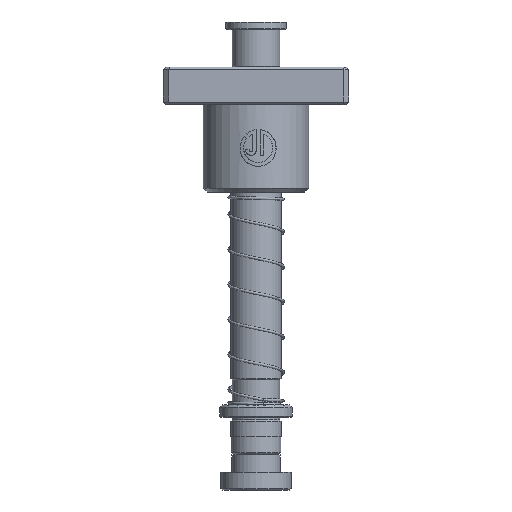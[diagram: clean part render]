
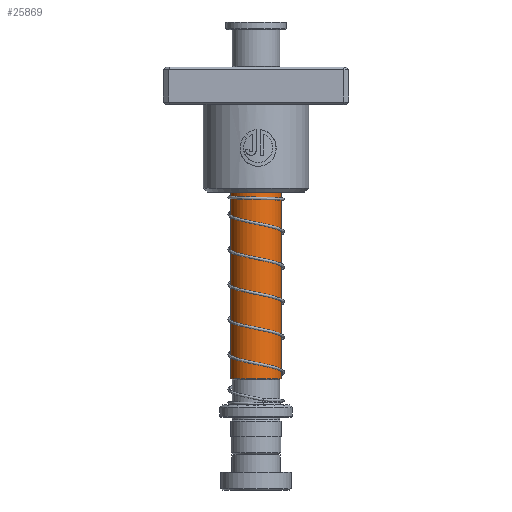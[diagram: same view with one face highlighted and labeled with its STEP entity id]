
A CAD part, front view. The second image highlights one B-rep face of the part: STEP entity #25869.
In plain terms, the highlighted cylindrical face has radius 10.009 mm (diameter 20.018 mm), a partial arc.
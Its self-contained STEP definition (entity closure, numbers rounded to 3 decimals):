
#623 = AXIS2_PLACEMENT_3D ( 'NONE', #21554, #15708, #18671 ) ;
#1958 = CYLINDRICAL_SURFACE ( 'NONE', #623, 10.009 ) ;
#2753 = AXIS2_PLACEMENT_3D ( 'NONE', #22566, #36669, #19807 ) ;
#3172 = ORIENTED_EDGE ( 'NONE', *, *, #18180, .T. ) ;
#5257 = VERTEX_POINT ( 'NONE', #11105 ) ;
#5302 = EDGE_CURVE ( 'NONE', #13226, #5257, #14910, .T. ) ;
#5313 = CIRCLE ( 'NONE', #2753, 10.009 ) ;
#6798 = CARTESIAN_POINT ( 'NONE',  ( -10.009, 0., 30.5 ) ) ;
#7824 = DIRECTION ( 'NONE',  ( 0., 0., -1. ) ) ;
#9336 = LINE ( 'NONE', #23942, #31637 ) ;
#11105 = CARTESIAN_POINT ( 'NONE',  ( 10.009, 0., 30.5 ) ) ;
#12821 = EDGE_CURVE ( 'NONE', #24691, #17885, #9336, .T. ) ;
#13226 = VERTEX_POINT ( 'NONE', #25709 ) ;
#14147 = ORIENTED_EDGE ( 'NONE', *, *, #14671, .T. ) ;
#14671 = EDGE_CURVE ( 'NONE', #17885, #5257, #20463, .T. ) ;
#14910 = LINE ( 'NONE', #30558, #35861 ) ;
#15108 = EDGE_LOOP ( 'NONE', ( #30352, #3172, #27195, #14147 ) ) ;
#15708 = DIRECTION ( 'NONE',  ( 0., 0., -1. ) ) ;
#17885 = VERTEX_POINT ( 'NONE', #6798 ) ;
#18180 = EDGE_CURVE ( 'NONE', #13226, #24691, #5313, .T. ) ;
#18671 = DIRECTION ( 'NONE',  ( -1., 0., 0. ) ) ;
#18993 = CARTESIAN_POINT ( 'NONE',  ( 0., 0., 30.5 ) ) ;
#19807 = DIRECTION ( 'NONE',  ( 1., 0., 0. ) ) ;
#20463 = CIRCLE ( 'NONE', #28777, 10.009 ) ;
#21554 = CARTESIAN_POINT ( 'NONE',  ( 0., 0., 155. ) ) ;
#21748 = DIRECTION ( 'NONE',  ( 0., 0., 1. ) ) ;
#22566 = CARTESIAN_POINT ( 'NONE',  ( 0., 0., 153. ) ) ;
#23942 = CARTESIAN_POINT ( 'NONE',  ( -10.009, 0., 155. ) ) ;
#24691 = VERTEX_POINT ( 'NONE', #29400 ) ;
#24881 = DIRECTION ( 'NONE',  ( 1., 0., 0. ) ) ;
#25709 = CARTESIAN_POINT ( 'NONE',  ( 10.009, 0., 153. ) ) ;
#25869 = ADVANCED_FACE ( 'NONE', ( #31867 ), #1958, .T. ) ;
#27195 = ORIENTED_EDGE ( 'NONE', *, *, #12821, .T. ) ;
#28777 = AXIS2_PLACEMENT_3D ( 'NONE', #18993, #21748, #24881 ) ;
#29400 = CARTESIAN_POINT ( 'NONE',  ( -10.009, 0., 153. ) ) ;
#30352 = ORIENTED_EDGE ( 'NONE', *, *, #5302, .F. ) ;
#30558 = CARTESIAN_POINT ( 'NONE',  ( 10.009, 0., 155. ) ) ;
#31637 = VECTOR ( 'NONE', #35157, 1000. ) ;
#31867 = FACE_OUTER_BOUND ( 'NONE', #15108, .T. ) ;
#35157 = DIRECTION ( 'NONE',  ( 0., 0., -1. ) ) ;
#35861 = VECTOR ( 'NONE', #7824, 1000. ) ;
#36669 = DIRECTION ( 'NONE',  ( 0., 0., -1. ) ) ;
